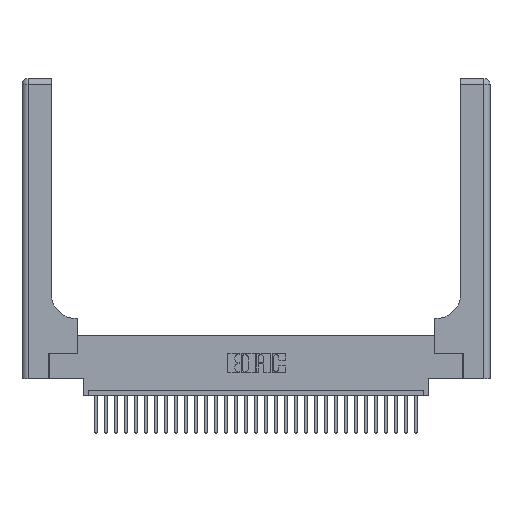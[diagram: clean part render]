
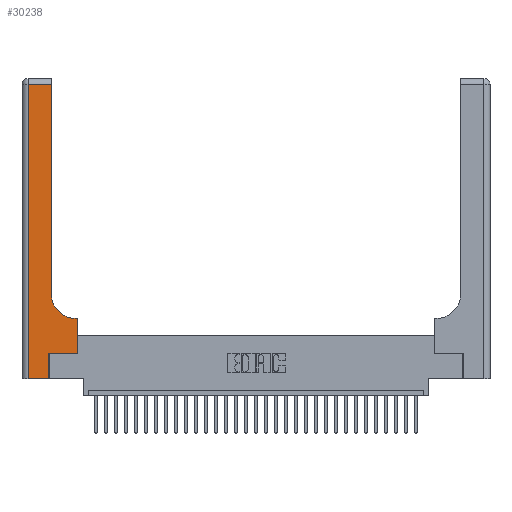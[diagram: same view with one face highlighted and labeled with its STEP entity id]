
A CAD part, top view. The second image highlights one B-rep face of the part: STEP entity #30238.
In plain terms, the highlighted planar face has unit normal (0, 0, 1).
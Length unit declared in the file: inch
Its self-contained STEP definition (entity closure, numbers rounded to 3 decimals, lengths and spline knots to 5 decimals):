
#211 = CARTESIAN_POINT ( 'NONE',  ( 0.2915, 0.6, 0.37 ) ) ;
#2103 = ORIENTED_EDGE ( 'NONE', *, *, #24285, .T. ) ;
#2567 = VECTOR ( 'NONE', #28259, 39.37008 ) ;
#2639 = CARTESIAN_POINT ( 'NONE',  ( 0.5585, 0.25, 0.37 ) ) ;
#3517 = LINE ( 'NONE', #5826, #6608 ) ;
#3798 = PLANE ( 'NONE',  #20222 ) ;
#4221 = DIRECTION ( 'NONE',  ( 0., 1., 0. ) ) ;
#4228 = CARTESIAN_POINT ( 'NONE',  ( 0.5585, 0.6, 0.37 ) ) ;
#4253 = DIRECTION ( 'NONE',  ( -1., 0., 0. ) ) ;
#4579 = VECTOR ( 'NONE', #29550, 39.37008 ) ;
#4977 = ORIENTED_EDGE ( 'NONE', *, *, #5132, .T. ) ;
#5132 = EDGE_CURVE ( 'NONE', #6030, #20172, #20928, .T. ) ;
#5577 = ORIENTED_EDGE ( 'NONE', *, *, #21397, .T. ) ;
#5826 = CARTESIAN_POINT ( 'NONE',  ( 0.269, 0., 0.37 ) ) ;
#6030 = VERTEX_POINT ( 'NONE', #27940 ) ;
#6608 = VECTOR ( 'NONE', #10735, 39.37008 ) ;
#6929 = CIRCLE ( 'NONE', #14117, 0.25 ) ;
#7537 = CARTESIAN_POINT ( 'NONE',  ( 0.2915, 3., 0.37 ) ) ;
#7857 = CARTESIAN_POINT ( 'NONE',  ( 0.5415, 0.6, 0.37 ) ) ;
#8842 = EDGE_CURVE ( 'NONE', #29937, #16275, #6929, .T. ) ;
#8975 = ORIENTED_EDGE ( 'NONE', *, *, #10696, .T. ) ;
#9154 = VERTEX_POINT ( 'NONE', #17915 ) ;
#9458 = CARTESIAN_POINT ( 'NONE',  ( 0., 3., 0.37 ) ) ;
#9911 = ORIENTED_EDGE ( 'NONE', *, *, #8842, .T. ) ;
#10696 = EDGE_CURVE ( 'NONE', #25918, #6030, #27248, .T. ) ;
#10735 = DIRECTION ( 'NONE',  ( 0., 1., 0. ) ) ;
#11802 = CARTESIAN_POINT ( 'NONE',  ( 0., 0., 0.37 ) ) ;
#12526 = DIRECTION ( 'NONE',  ( 0., 1., 0. ) ) ;
#13205 = LINE ( 'NONE', #11802, #2567 ) ;
#13897 = CARTESIAN_POINT ( 'NONE',  ( 0.06, 3., 0.37 ) ) ;
#13934 = CARTESIAN_POINT ( 'NONE',  ( 0., 2.94, 0.37 ) ) ;
#14007 = VECTOR ( 'NONE', #4253, 39.37008 ) ;
#14022 = EDGE_CURVE ( 'NONE', #22770, #9154, #24543, .T. ) ;
#14117 = AXIS2_PLACEMENT_3D ( 'NONE', #18237, #27411, #27520 ) ;
#14482 = EDGE_CURVE ( 'NONE', #21035, #22770, #21151, .T. ) ;
#14519 = EDGE_CURVE ( 'NONE', #9154, #27487, #13205, .T. ) ;
#15230 = VECTOR ( 'NONE', #12526, 39.37008 ) ;
#15471 = VECTOR ( 'NONE', #17373, 39.37008 ) ;
#16161 = ORIENTED_EDGE ( 'NONE', *, *, #14482, .T. ) ;
#16275 = VERTEX_POINT ( 'NONE', #21781 ) ;
#16294 = DIRECTION ( 'NONE',  ( 0., -1., 0. ) ) ;
#17373 = DIRECTION ( 'NONE',  ( -1., 0., 0. ) ) ;
#17629 = ORIENTED_EDGE ( 'NONE', *, *, #14519, .T. ) ;
#17915 = CARTESIAN_POINT ( 'NONE',  ( 0.06, 0., 0.37 ) ) ;
#18237 = CARTESIAN_POINT ( 'NONE',  ( 0.5415, 0.85, 0.37 ) ) ;
#18273 = EDGE_LOOP ( 'NONE', ( #2103, #16161, #25952, #17629, #5577, #8975, #4977, #29953, #9911 ) ) ;
#20172 = VERTEX_POINT ( 'NONE', #4228 ) ;
#20222 = AXIS2_PLACEMENT_3D ( 'NONE', #9458, #23677, #30908 ) ;
#20928 = LINE ( 'NONE', #2639, #25826 ) ;
#21035 = VERTEX_POINT ( 'NONE', #31347 ) ;
#21151 = LINE ( 'NONE', #13934, #14007 ) ;
#21330 = CARTESIAN_POINT ( 'NONE',  ( 0.269, 0.25, 0.37 ) ) ;
#21397 = EDGE_CURVE ( 'NONE', #27487, #25918, #3517, .T. ) ;
#21518 = FACE_OUTER_BOUND ( 'NONE', #18273, .T. ) ;
#21781 = CARTESIAN_POINT ( 'NONE',  ( 0.2915, 0.85, 0.37 ) ) ;
#21893 = LINE ( 'NONE', #211, #15471 ) ;
#22655 = VECTOR ( 'NONE', #16294, 39.37008 ) ;
#22770 = VERTEX_POINT ( 'NONE', #27334 ) ;
#23677 = DIRECTION ( 'NONE',  ( 0., 0., -1. ) ) ;
#24285 = EDGE_CURVE ( 'NONE', #16275, #21035, #25733, .T. ) ;
#24518 = CARTESIAN_POINT ( 'NONE',  ( 0.269, 0., 0.37 ) ) ;
#24543 = LINE ( 'NONE', #13897, #22655 ) ;
#25146 = CARTESIAN_POINT ( 'NONE',  ( 0.269, 0.25, 0.37 ) ) ;
#25733 = LINE ( 'NONE', #7537, #15230 ) ;
#25826 = VECTOR ( 'NONE', #4221, 39.37008 ) ;
#25918 = VERTEX_POINT ( 'NONE', #25146 ) ;
#25952 = ORIENTED_EDGE ( 'NONE', *, *, #14022, .T. ) ;
#27248 = LINE ( 'NONE', #21330, #4579 ) ;
#27334 = CARTESIAN_POINT ( 'NONE',  ( 0.06, 2.94, 0.37 ) ) ;
#27411 = DIRECTION ( 'NONE',  ( 0., 0., -1. ) ) ;
#27487 = VERTEX_POINT ( 'NONE', #24518 ) ;
#27520 = DIRECTION ( 'NONE',  ( 1., 0., 0. ) ) ;
#27940 = CARTESIAN_POINT ( 'NONE',  ( 0.5585, 0.25, 0.37 ) ) ;
#28259 = DIRECTION ( 'NONE',  ( 1., 0., 0. ) ) ;
#29550 = DIRECTION ( 'NONE',  ( 1., 0., 0. ) ) ;
#29932 = EDGE_CURVE ( 'NONE', #20172, #29937, #21893, .T. ) ;
#29937 = VERTEX_POINT ( 'NONE', #7857 ) ;
#29953 = ORIENTED_EDGE ( 'NONE', *, *, #29932, .T. ) ;
#30238 = ADVANCED_FACE ( 'NONE', ( #21518 ), #3798, .F. ) ;
#30908 = DIRECTION ( 'NONE',  ( -1., 0., 0. ) ) ;
#31347 = CARTESIAN_POINT ( 'NONE',  ( 0.2915, 2.94, 0.37 ) ) ;
